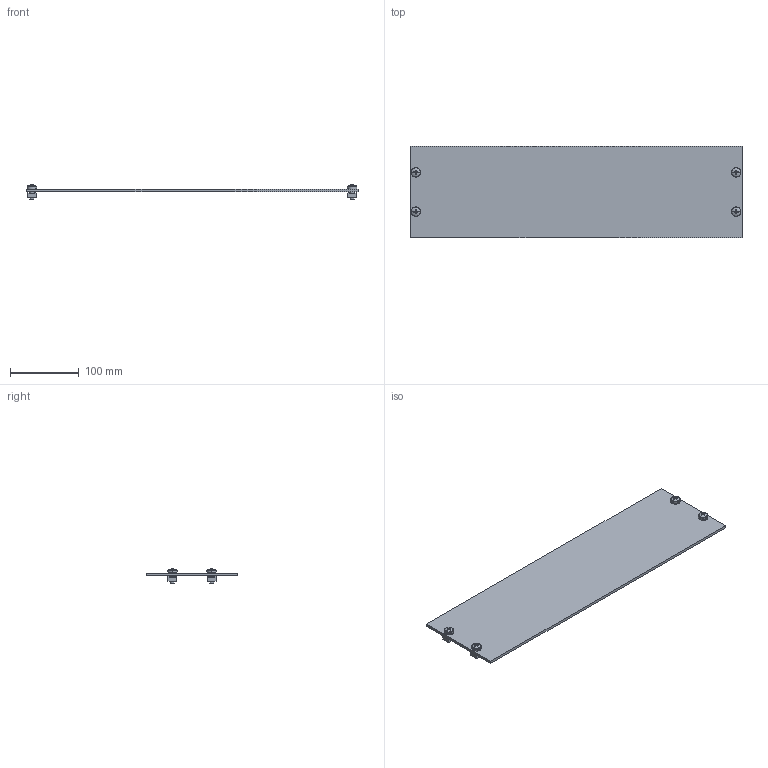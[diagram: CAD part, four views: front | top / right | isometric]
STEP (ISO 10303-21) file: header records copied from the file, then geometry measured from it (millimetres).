
FILE_DESCRIPTION (( 'STEP AP214' ), '1' );
FILE_NAME ('2057-7003-00-01.step', '2024-11-05T07:11:25', ( '' ), ( '' ), 'SwSTEP 2.0', 'SolidWorks 2019', '' );
FILE_SCHEMA (( 'AUTOMOTIVE_DESIGN' ));
Length unit declared in the file: millimetre
Products named in the file (1): 2057-7003-00-01
Bounding box: 483 x 132.5 x 20.5 mm (x, y, z)
Volume: 262965.7 mm3; surface area: 141702.8 mm2
Topology: 13 solids, 13 shells, 242 faces, 616 edges, 408 vertices
Faces by surface type: plane 174, cylinder 60, torus 8
Entity records: 9372 total; most frequent: CARTESIAN_POINT 1499, ORIENTED_EDGE 1232, DIRECTION 1190, EDGE_CURVE 616, LINE 416, VECTOR 416, VERTEX_POINT 408, AXIS2_PLACEMENT_3D 387
